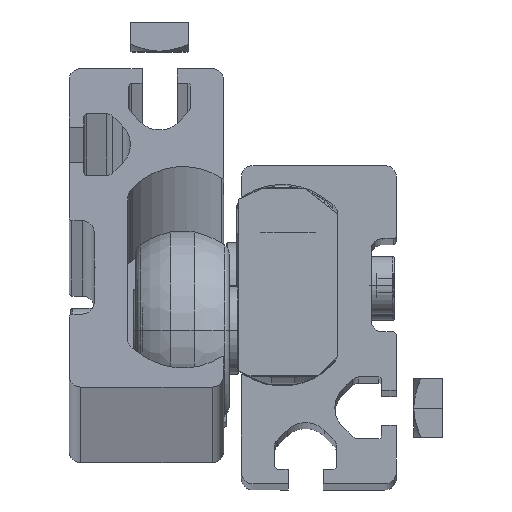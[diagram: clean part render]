
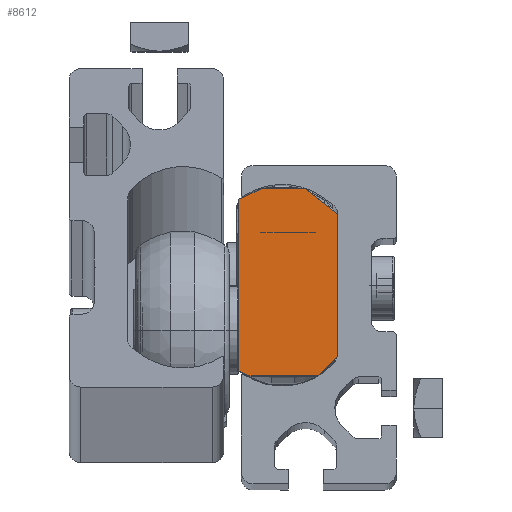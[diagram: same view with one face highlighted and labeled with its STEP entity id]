
A CAD part, top view. The second image highlights one B-rep face of the part: STEP entity #8612.
In plain terms, the highlighted face is planar.
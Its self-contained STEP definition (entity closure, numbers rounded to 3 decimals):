
#404 = CARTESIAN_POINT ( 'NONE',  ( -19., 12.203, 8.5 ) ) ;
#673 = CARTESIAN_POINT ( 'NONE',  ( -19., 14.681, -8.5 ) ) ;
#926 = PLANE ( 'NONE',  #7611 ) ;
#1362 = VECTOR ( 'NONE', #10613, 1000. ) ;
#1461 = LINE ( 'NONE', #1656, #8946 ) ;
#1656 = CARTESIAN_POINT ( 'NONE',  ( -19., 14.681, -8.5 ) ) ;
#1700 = LINE ( 'NONE', #9389, #8732 ) ;
#1754 = CARTESIAN_POINT ( 'NONE',  ( -19., -14.661, -8.5 ) ) ;
#2395 = FACE_OUTER_BOUND ( 'NONE', #12216, .T. ) ;
#2693 = CARTESIAN_POINT ( 'NONE',  ( -19., 12.203, 8.5 ) ) ;
#2754 = CARTESIAN_POINT ( 'NONE',  ( -19., 16.5, -4.6 ) ) ;
#2810 = LINE ( 'NONE', #15186, #1362 ) ;
#3003 = CARTESIAN_POINT ( 'NONE',  ( -19., -12.2, 8.5 ) ) ;
#3053 = DIRECTION ( 'NONE',  ( 0., -0.707, -0.707 ) ) ;
#3401 = CARTESIAN_POINT ( 'NONE',  ( -19., -15.5, 5.2 ) ) ;
#3605 = VERTEX_POINT ( 'NONE', #16121 ) ;
#3717 = DIRECTION ( 'NONE',  ( 0., 1., 0. ) ) ;
#4061 = DIRECTION ( 'NONE',  ( 0., 0., 1. ) ) ;
#4244 = VERTEX_POINT ( 'NONE', #1754 ) ;
#4603 = ORIENTED_EDGE ( 'NONE', *, *, #18216, .T. ) ;
#5292 = CARTESIAN_POINT ( 'NONE',  ( -19., -12.2, 8.5 ) ) ;
#5824 = CARTESIAN_POINT ( 'NONE',  ( -19., 1.5, 22.2 ) ) ;
#5861 = VECTOR ( 'NONE', #3717, 1000. ) ;
#6743 = DIRECTION ( 'NONE',  ( 0., 0.616, -0.788 ) ) ;
#6929 = EDGE_CURVE ( 'NONE', #11138, #19122, #1700, .T. ) ;
#7251 = DIRECTION ( 'NONE',  ( 0., -0.423, -0.906 ) ) ;
#7611 = AXIS2_PLACEMENT_3D ( 'NONE', #5824, #18273, #4061 ) ;
#7655 = VECTOR ( 'NONE', #6743, 1000. ) ;
#7702 = EDGE_CURVE ( 'NONE', #10389, #4244, #1461, .T. ) ;
#8002 = DIRECTION ( 'NONE',  ( 0., -1., 0. ) ) ;
#8401 = LINE ( 'NONE', #5292, #5861 ) ;
#8612 = ADVANCED_FACE ( 'NONE', ( #2395 ), #926, .T. ) ;
#8732 = VECTOR ( 'NONE', #3053, 1000. ) ;
#8852 = CARTESIAN_POINT ( 'NONE',  ( -19., 16.5, -4.6 ) ) ;
#8946 = VECTOR ( 'NONE', #8002, 1000. ) ;
#8984 = EDGE_CURVE ( 'NONE', #9413, #10389, #11929, .T. ) ;
#9285 = DIRECTION ( 'NONE',  ( 0., 0., 1. ) ) ;
#9389 = CARTESIAN_POINT ( 'NONE',  ( -19., -12.2, 8.5 ) ) ;
#9413 = VERTEX_POINT ( 'NONE', #8852 ) ;
#9988 = EDGE_CURVE ( 'NONE', #15002, #3605, #11520, .T. ) ;
#10389 = VERTEX_POINT ( 'NONE', #673 ) ;
#10500 = EDGE_CURVE ( 'NONE', #4244, #13864, #13157, .T. ) ;
#10613 = DIRECTION ( 'NONE',  ( 0., 0., -1. ) ) ;
#11138 = VERTEX_POINT ( 'NONE', #3003 ) ;
#11520 = LINE ( 'NONE', #404, #7655 ) ;
#11550 = VECTOR ( 'NONE', #9285, 1000. ) ;
#11612 = VECTOR ( 'NONE', #7251, 1000. ) ;
#11929 = LINE ( 'NONE', #16693, #11612 ) ;
#12216 = EDGE_LOOP ( 'NONE', ( #12391, #15204, #15357, #19739, #19830, #13430, #15414, #4603 ) ) ;
#12391 = ORIENTED_EDGE ( 'NONE', *, *, #9988, .T. ) ;
#13157 = LINE ( 'NONE', #16145, #16961 ) ;
#13430 = ORIENTED_EDGE ( 'NONE', *, *, #14678, .F. ) ;
#13864 = VERTEX_POINT ( 'NONE', #14925 ) ;
#14678 = EDGE_CURVE ( 'NONE', #19122, #13864, #2810, .T. ) ;
#14711 = DIRECTION ( 'NONE',  ( 0., -0.423, 0.906 ) ) ;
#14925 = CARTESIAN_POINT ( 'NONE',  ( -19., -15.5, -6.7 ) ) ;
#15002 = VERTEX_POINT ( 'NONE', #2693 ) ;
#15186 = CARTESIAN_POINT ( 'NONE',  ( -19., -15.5, 5.2 ) ) ;
#15204 = ORIENTED_EDGE ( 'NONE', *, *, #20511, .F. ) ;
#15357 = ORIENTED_EDGE ( 'NONE', *, *, #8984, .T. ) ;
#15414 = ORIENTED_EDGE ( 'NONE', *, *, #6929, .F. ) ;
#16121 = CARTESIAN_POINT ( 'NONE',  ( -19., 16.5, 3. ) ) ;
#16145 = CARTESIAN_POINT ( 'NONE',  ( -19., -14.661, -8.5 ) ) ;
#16693 = CARTESIAN_POINT ( 'NONE',  ( -19., 16.5, -4.6 ) ) ;
#16961 = VECTOR ( 'NONE', #14711, 1000. ) ;
#18216 = EDGE_CURVE ( 'NONE', #11138, #15002, #8401, .T. ) ;
#18273 = DIRECTION ( 'NONE',  ( -1., 0., 0. ) ) ;
#18729 = LINE ( 'NONE', #2754, #11550 ) ;
#19122 = VERTEX_POINT ( 'NONE', #3401 ) ;
#19739 = ORIENTED_EDGE ( 'NONE', *, *, #7702, .T. ) ;
#19830 = ORIENTED_EDGE ( 'NONE', *, *, #10500, .T. ) ;
#20511 = EDGE_CURVE ( 'NONE', #9413, #3605, #18729, .T. ) ;
